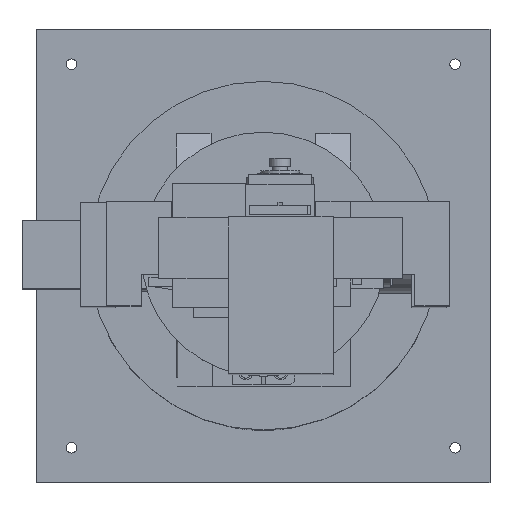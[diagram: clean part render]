
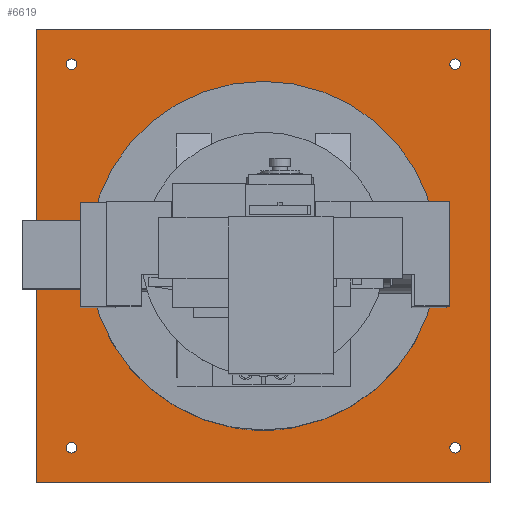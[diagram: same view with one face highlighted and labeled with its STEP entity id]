
A CAD part, top view. The second image highlights one B-rep face of the part: STEP entity #6619.
In plain terms, the highlighted planar face has unit normal (0, 0, 1).
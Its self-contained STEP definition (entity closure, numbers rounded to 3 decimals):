
#241=FACE_BOUND('',#1108,.T.);
#242=FACE_BOUND('',#1109,.T.);
#243=FACE_BOUND('',#1110,.T.);
#244=FACE_BOUND('',#1111,.T.);
#245=FACE_BOUND('',#1112,.T.);
#462=PLANE('',#7040);
#730=FACE_OUTER_BOUND('',#1107,.T.);
#1107=EDGE_LOOP('',(#4790,#4791,#4792,#4793));
#1108=EDGE_LOOP('',(#4794));
#1109=EDGE_LOOP('',(#4795));
#1110=EDGE_LOOP('',(#4796));
#1111=EDGE_LOOP('',(#4797));
#1112=EDGE_LOOP('',(#4798));
#1707=LINE('',#9805,#2363);
#1710=LINE('',#9811,#2366);
#1713=LINE('',#9817,#2369);
#1716=LINE('',#9821,#2372);
#2363=VECTOR('',#7781,10.);
#2366=VECTOR('',#7786,10.);
#2369=VECTOR('',#7791,10.);
#2372=VECTOR('',#7796,10.);
#2980=CIRCLE('',#7025,1.5);
#2982=CIRCLE('',#7028,1.5);
#2984=CIRCLE('',#7031,1.5);
#2986=CIRCLE('',#7034,1.5);
#2988=CIRCLE('',#7041,50.);
#3234=VERTEX_POINT('',#9775);
#3236=VERTEX_POINT('',#9781);
#3238=VERTEX_POINT('',#9787);
#3240=VERTEX_POINT('',#9793);
#3244=VERTEX_POINT('',#9802);
#3245=VERTEX_POINT('',#9804);
#3247=VERTEX_POINT('',#9810);
#3249=VERTEX_POINT('',#9816);
#3250=VERTEX_POINT('',#9823);
#3845=EDGE_CURVE('',#3234,#3234,#2980,.T.);
#3848=EDGE_CURVE('',#3236,#3236,#2982,.T.);
#3851=EDGE_CURVE('',#3238,#3238,#2984,.T.);
#3854=EDGE_CURVE('',#3240,#3240,#2986,.T.);
#3859=EDGE_CURVE('',#3245,#3244,#1707,.T.);
#3862=EDGE_CURVE('',#3247,#3245,#1710,.T.);
#3865=EDGE_CURVE('',#3249,#3247,#1713,.T.);
#3868=EDGE_CURVE('',#3244,#3249,#1716,.T.);
#3869=EDGE_CURVE('',#3250,#3250,#2988,.T.);
#4790=ORIENTED_EDGE('',*,*,#3868,.T.);
#4791=ORIENTED_EDGE('',*,*,#3865,.T.);
#4792=ORIENTED_EDGE('',*,*,#3862,.T.);
#4793=ORIENTED_EDGE('',*,*,#3859,.T.);
#4794=ORIENTED_EDGE('',*,*,#3854,.T.);
#4795=ORIENTED_EDGE('',*,*,#3851,.T.);
#4796=ORIENTED_EDGE('',*,*,#3848,.T.);
#4797=ORIENTED_EDGE('',*,*,#3845,.T.);
#4798=ORIENTED_EDGE('',*,*,#3869,.F.);
#6619=ADVANCED_FACE('',(#730,#241,#242,#243,#244,#245),#462,.T.);
#7025=AXIS2_PLACEMENT_3D('',#9776,#7751,#7752);
#7028=AXIS2_PLACEMENT_3D('',#9782,#7758,#7759);
#7031=AXIS2_PLACEMENT_3D('',#9788,#7765,#7766);
#7034=AXIS2_PLACEMENT_3D('',#9794,#7772,#7773);
#7040=AXIS2_PLACEMENT_3D('',#9822,#7797,#7798);
#7041=AXIS2_PLACEMENT_3D('',#9824,#7799,#7800);
#7751=DIRECTION('center_axis',(0.,0.,-1.));
#7752=DIRECTION('ref_axis',(1.,0.,0.));
#7758=DIRECTION('center_axis',(0.,0.,-1.));
#7759=DIRECTION('ref_axis',(1.,0.,0.));
#7765=DIRECTION('center_axis',(0.,0.,-1.));
#7766=DIRECTION('ref_axis',(1.,0.,0.));
#7772=DIRECTION('center_axis',(0.,0.,-1.));
#7773=DIRECTION('ref_axis',(1.,0.,0.));
#7781=DIRECTION('',(0.,-1.,0.));
#7786=DIRECTION('',(-1.,0.,0.));
#7791=DIRECTION('',(0.,1.,0.));
#7796=DIRECTION('',(1.,0.,0.));
#7797=DIRECTION('center_axis',(0.,0.,1.));
#7798=DIRECTION('ref_axis',(1.,0.,0.));
#7799=DIRECTION('center_axis',(0.,0.,1.));
#7800=DIRECTION('ref_axis',(1.,0.,0.));
#9775=CARTESIAN_POINT('',(-56.5,-55.,10.));
#9776=CARTESIAN_POINT('Origin',(-55.,-55.,10.));
#9781=CARTESIAN_POINT('',(53.5,-55.,10.));
#9782=CARTESIAN_POINT('Origin',(55.,-55.,10.));
#9787=CARTESIAN_POINT('',(-56.5,55.,10.));
#9788=CARTESIAN_POINT('Origin',(-55.,55.,10.));
#9793=CARTESIAN_POINT('',(53.5,55.,10.));
#9794=CARTESIAN_POINT('Origin',(55.,55.,10.));
#9802=CARTESIAN_POINT('',(-65.,-65.,10.));
#9804=CARTESIAN_POINT('',(-65.,65.,10.));
#9805=CARTESIAN_POINT('',(-65.,-65.,10.));
#9810=CARTESIAN_POINT('',(65.,65.,10.));
#9811=CARTESIAN_POINT('',(-65.,65.,10.));
#9816=CARTESIAN_POINT('',(65.,-65.,10.));
#9817=CARTESIAN_POINT('',(65.,65.,10.));
#9821=CARTESIAN_POINT('',(65.,-65.,10.));
#9822=CARTESIAN_POINT('Origin',(0.,0.,10.));
#9823=CARTESIAN_POINT('',(-50.,0.,10.));
#9824=CARTESIAN_POINT('Origin',(0.,0.,10.));
